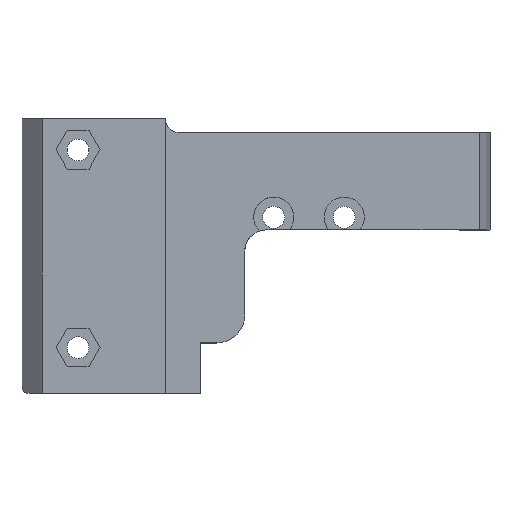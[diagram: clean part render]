
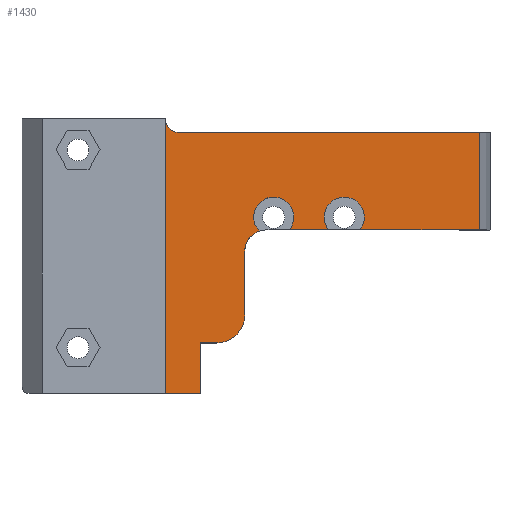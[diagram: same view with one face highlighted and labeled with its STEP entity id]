
A CAD part, top view. The second image highlights one B-rep face of the part: STEP entity #1430.
In plain terms, the highlighted planar face has unit normal (0, 0, 1).
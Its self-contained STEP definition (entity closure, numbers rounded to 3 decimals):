
#47=PLANE('',#1545);
#107=FACE_OUTER_BOUND('',#188,.T.);
#188=EDGE_LOOP('',(#1049,#1050,#1051,#1052,#1053,#1054,#1055,#1056,#1057,
#1058,#1059,#1060,#1061,#1062));
#266=LINE('',#2071,#422);
#291=LINE('',#2155,#447);
#295=LINE('',#2163,#451);
#298=LINE('',#2169,#454);
#302=LINE('',#2183,#458);
#303=LINE('',#2184,#459);
#304=LINE('',#2186,#460);
#305=LINE('',#2188,#461);
#306=LINE('',#2189,#462);
#422=VECTOR('',#1651,10.);
#447=VECTOR('',#1734,10.);
#451=VECTOR('',#1738,10.);
#454=VECTOR('',#1743,10.);
#458=VECTOR('',#1759,10.);
#459=VECTOR('',#1760,10.);
#460=VECTOR('',#1761,10.);
#461=VECTOR('',#1762,10.);
#462=VECTOR('',#1763,10.);
#576=CIRCLE('',#1509,2.05);
#591=CIRCLE('',#1537,3.);
#595=CIRCLE('',#1544,4.);
#596=CIRCLE('',#1546,2.85);
#597=CIRCLE('',#1547,2.85);
#621=VERTEX_POINT('',#2061);
#622=VERTEX_POINT('',#2062);
#625=VERTEX_POINT('',#2070);
#646=VERTEX_POINT('',#2134);
#647=VERTEX_POINT('',#2136);
#654=VERTEX_POINT('',#2152);
#655=VERTEX_POINT('',#2154);
#658=VERTEX_POINT('',#2160);
#659=VERTEX_POINT('',#2162);
#661=VERTEX_POINT('',#2168);
#664=VERTEX_POINT('',#2176);
#665=VERTEX_POINT('',#2182);
#666=VERTEX_POINT('',#2185);
#667=VERTEX_POINT('',#2187);
#756=EDGE_CURVE('',#621,#622,#576,.T.);
#760=EDGE_CURVE('',#625,#621,#266,.T.);
#792=EDGE_CURVE('',#647,#646,#591,.F.);
#801=EDGE_CURVE('',#655,#654,#291,.T.);
#805=EDGE_CURVE('',#659,#658,#295,.T.);
#808=EDGE_CURVE('',#661,#647,#298,.T.);
#812=EDGE_CURVE('',#661,#664,#595,.T.);
#814=EDGE_CURVE('',#646,#659,#596,.T.);
#815=EDGE_CURVE('',#658,#655,#597,.T.);
#816=EDGE_CURVE('',#654,#665,#302,.T.);
#817=EDGE_CURVE('',#665,#622,#303,.T.);
#818=EDGE_CURVE('',#625,#666,#304,.T.);
#819=EDGE_CURVE('',#666,#667,#305,.T.);
#820=EDGE_CURVE('',#667,#664,#306,.T.);
#1049=ORIENTED_EDGE('',*,*,#812,.F.);
#1050=ORIENTED_EDGE('',*,*,#808,.T.);
#1051=ORIENTED_EDGE('',*,*,#792,.T.);
#1052=ORIENTED_EDGE('',*,*,#814,.T.);
#1053=ORIENTED_EDGE('',*,*,#805,.T.);
#1054=ORIENTED_EDGE('',*,*,#815,.T.);
#1055=ORIENTED_EDGE('',*,*,#801,.T.);
#1056=ORIENTED_EDGE('',*,*,#816,.T.);
#1057=ORIENTED_EDGE('',*,*,#817,.T.);
#1058=ORIENTED_EDGE('',*,*,#756,.F.);
#1059=ORIENTED_EDGE('',*,*,#760,.F.);
#1060=ORIENTED_EDGE('',*,*,#818,.T.);
#1061=ORIENTED_EDGE('',*,*,#819,.T.);
#1062=ORIENTED_EDGE('',*,*,#820,.T.);
#1430=ADVANCED_FACE('',(#107),#47,.T.);
#1509=AXIS2_PLACEMENT_3D('',#2063,#1643,#1644);
#1537=AXIS2_PLACEMENT_3D('',#2137,#1720,#1721);
#1544=AXIS2_PLACEMENT_3D('',#2177,#1750,#1751);
#1545=AXIS2_PLACEMENT_3D('',#2179,#1753,#1754);
#1546=AXIS2_PLACEMENT_3D('',#2180,#1755,#1756);
#1547=AXIS2_PLACEMENT_3D('',#2181,#1757,#1758);
#1643=DIRECTION('center_axis',(0.,0.,1.));
#1644=DIRECTION('ref_axis',(-1.,-0.024,0.));
#1651=DIRECTION('',(0.,1.,0.));
#1720=DIRECTION('center_axis',(0.,0.,1.));
#1721=DIRECTION('ref_axis',(-0.707,0.707,0.));
#1734=DIRECTION('',(1.,0.,0.));
#1738=DIRECTION('',(1.,0.,0.));
#1743=DIRECTION('',(0.,1.,0.));
#1750=DIRECTION('center_axis',(0.,0.,-1.));
#1751=DIRECTION('ref_axis',(0.707,-0.707,0.));
#1753=DIRECTION('center_axis',(0.,0.,1.));
#1754=DIRECTION('ref_axis',(1.,0.,0.));
#1755=DIRECTION('center_axis',(0.,0.,-1.));
#1756=DIRECTION('ref_axis',(-1.,0.,0.));
#1757=DIRECTION('center_axis',(0.,0.,-1.));
#1758=DIRECTION('ref_axis',(-1.,0.,0.));
#1759=DIRECTION('',(0.,1.,0.));
#1760=DIRECTION('',(-1.,0.,0.));
#1761=DIRECTION('',(1.,0.,0.));
#1762=DIRECTION('',(0.,1.,0.));
#1763=DIRECTION('',(1.,0.,0.));
#2061=CARTESIAN_POINT('',(-20.4,97.163,2.83));
#2062=CARTESIAN_POINT('',(-18.351,95.163,2.83));
#2063=CARTESIAN_POINT('Origin',(-18.351,97.213,2.83));
#2070=CARTESIAN_POINT('',(-20.4,58.163,2.83));
#2071=CARTESIAN_POINT('',(-20.4,72.163,2.83));
#2134=CARTESIAN_POINT('',(-7.068,81.203,2.83));
#2136=CARTESIAN_POINT('',(-9.1,78.363,2.83));
#2137=CARTESIAN_POINT('Origin',(-6.1,78.363,2.83));
#2152=CARTESIAN_POINT('',(24.159,81.363,2.83));
#2154=CARTESIAN_POINT('',(7.21,81.363,2.83));
#2155=CARTESIAN_POINT('',(-1.713,81.363,2.83));
#2160=CARTESIAN_POINT('',(2.79,81.363,2.83));
#2162=CARTESIAN_POINT('',(-2.79,81.363,2.83));
#2163=CARTESIAN_POINT('',(-1.713,81.363,2.83));
#2168=CARTESIAN_POINT('',(-9.1,69.318,2.83));
#2169=CARTESIAN_POINT('',(-9.1,78.363,2.83));
#2176=CARTESIAN_POINT('',(-13.1,65.318,2.83));
#2177=CARTESIAN_POINT('Origin',(-13.1,69.318,2.83));
#2179=CARTESIAN_POINT('Origin',(-5.9,81.163,2.83));
#2180=CARTESIAN_POINT('Origin',(-5.,83.163,2.83));
#2181=CARTESIAN_POINT('Origin',(5.,83.163,2.83));
#2182=CARTESIAN_POINT('',(24.159,95.163,2.83));
#2183=CARTESIAN_POINT('',(24.159,81.163,2.83));
#2184=CARTESIAN_POINT('',(2.012,95.163,2.83));
#2185=CARTESIAN_POINT('',(-15.45,58.163,2.83));
#2186=CARTESIAN_POINT('',(-16.4,58.163,2.83));
#2187=CARTESIAN_POINT('',(-15.45,65.318,2.83));
#2188=CARTESIAN_POINT('',(-15.45,73.141,2.83));
#2189=CARTESIAN_POINT('',(-9.088,65.318,2.83));
